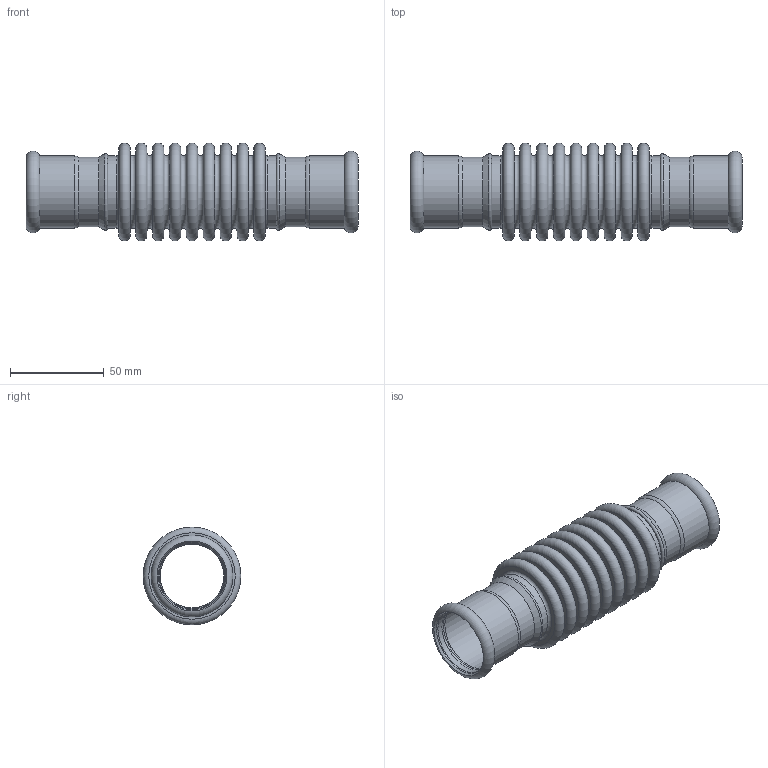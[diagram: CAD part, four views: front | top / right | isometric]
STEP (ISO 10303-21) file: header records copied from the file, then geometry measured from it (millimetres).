
FILE_DESCRIPTION(/* description */ ('Compensatore di Dilatazione DN35'),/* implementation_level */ '2;1');
FILE_NAME(/* name */ '199035000_Inoxpres.stp',/* time_stamp */ '2022-10-13T08:40:48+02:00',/* author */ ('Vault'),/* organization */ ('Raccorderie metalliche s.p.a. '),/* preprocessor_version */ 'ST-DEVELOPER v18.1',/* originating_system */ 'Autodesk Inventor 2020',/* authorisation */ 'Raccorderie metalliche s.p.a. ');
FILE_SCHEMA (('AUTOMOTIVE_DESIGN { 1 0 10303 214 3 1 1 }'));
Length unit declared in the file: millimetre
Products named in the file (1): 199035000_Inoxpres
Bounding box: 177 x 52.1 x 52.1 mm (x, y, z)
Volume: 55480.8 mm3; surface area: 70406.8 mm2
Topology: 1 solids, 1 shells, 112 faces, 310 edges, 238 vertices
Faces by surface type: torus 50, plane 40, cylinder 16, cone 6
Full cylindrical faces by diameter (mm): 34 x2, 35.4 x4, 35.8 x4, 37 x2, 38.4 x4
Entity records: 3959 total; most frequent: DIRECTION 824, CARTESIAN_POINT 661, ORIENTED_EDGE 620, AXIS2_PLACEMENT_3D 401, EDGE_CURVE 310, CIRCLE 288, VERTEX_POINT 238, EDGE_LOOP 152
